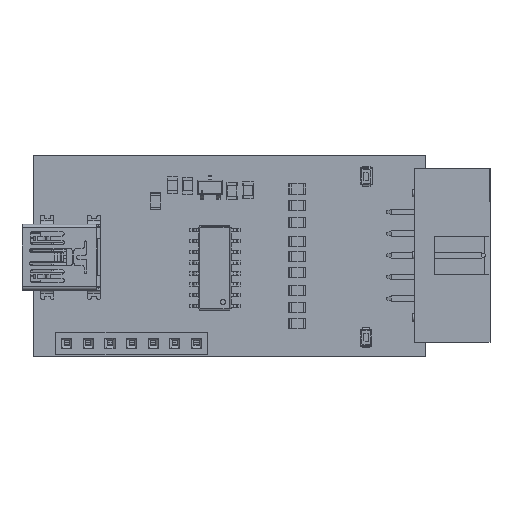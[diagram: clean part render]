
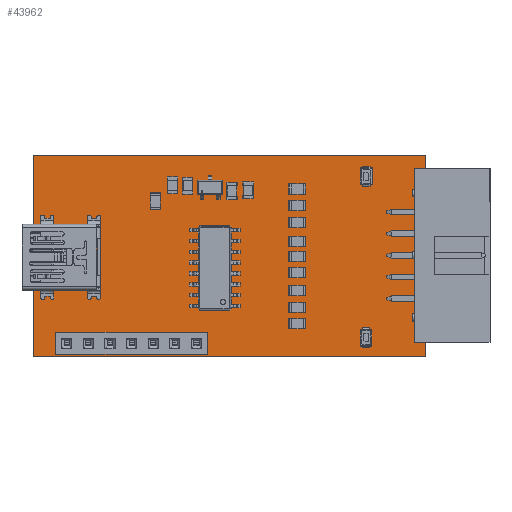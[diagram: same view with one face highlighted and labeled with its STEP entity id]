
A CAD part, top view. The second image highlights one B-rep face of the part: STEP entity #43962.
In plain terms, the highlighted planar face has unit normal (0, 0, 1).
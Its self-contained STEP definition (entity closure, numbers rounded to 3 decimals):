
#43751 = VERTEX_POINT('',#43752);
#43752 = CARTESIAN_POINT('',(23.,-11.75,1.51));
#43758 = EDGE_CURVE('',#43751,#43759,#43761,.T.);
#43759 = VERTEX_POINT('',#43760);
#43760 = CARTESIAN_POINT('',(-23.,-11.75,1.51));
#43761 = LINE('',#43762,#43763);
#43762 = CARTESIAN_POINT('',(23.,-11.75,1.51));
#43763 = VECTOR('',#43764,1.);
#43764 = DIRECTION('',(-1.,0.,0.));
#43791 = VERTEX_POINT('',#43792);
#43792 = CARTESIAN_POINT('',(23.,11.75,1.51));
#43798 = EDGE_CURVE('',#43791,#43751,#43799,.T.);
#43799 = LINE('',#43800,#43801);
#43800 = CARTESIAN_POINT('',(23.,11.75,1.51));
#43801 = VECTOR('',#43802,1.);
#43802 = DIRECTION('',(0.,-1.,0.));
#43820 = EDGE_CURVE('',#43759,#43821,#43823,.T.);
#43821 = VERTEX_POINT('',#43822);
#43822 = CARTESIAN_POINT('',(-23.,11.75,1.51));
#43823 = LINE('',#43824,#43825);
#43824 = CARTESIAN_POINT('',(-23.,-11.75,1.51));
#43825 = VECTOR('',#43826,1.);
#43826 = DIRECTION('',(0.,1.,0.));
#43962 = ADVANCED_FACE('',(#43963,#43974,#43985,#43996,#44007,#44018,
    #44029,#44040,#44051,#44062),#44073,.T.);
#43963 = FACE_BOUND('',#43964,.T.);
#43964 = EDGE_LOOP('',(#43965,#43966,#43967,#43973));
#43965 = ORIENTED_EDGE('',*,*,#43758,.F.);
#43966 = ORIENTED_EDGE('',*,*,#43798,.F.);
#43967 = ORIENTED_EDGE('',*,*,#43968,.F.);
#43968 = EDGE_CURVE('',#43821,#43791,#43969,.T.);
#43969 = LINE('',#43970,#43971);
#43970 = CARTESIAN_POINT('',(-23.,11.75,1.51));
#43971 = VECTOR('',#43972,1.);
#43972 = DIRECTION('',(1.,0.,0.));
#43973 = ORIENTED_EDGE('',*,*,#43820,.F.);
#43974 = FACE_BOUND('',#43975,.T.);
#43975 = EDGE_LOOP('',(#43976));
#43976 = ORIENTED_EDGE('',*,*,#43977,.T.);
#43977 = EDGE_CURVE('',#43978,#43978,#43980,.T.);
#43978 = VERTEX_POINT('',#43979);
#43979 = CARTESIAN_POINT('',(-19.084,-10.75,1.51));
#43980 = CIRCLE('',#43981,0.5);
#43981 = AXIS2_PLACEMENT_3D('',#43982,#43983,#43984);
#43982 = CARTESIAN_POINT('',(-19.084,-10.25,1.51));
#43983 = DIRECTION('',(-0.,0.,-1.));
#43984 = DIRECTION('',(-0.,-1.,0.));
#43985 = FACE_BOUND('',#43986,.T.);
#43986 = EDGE_LOOP('',(#43987));
#43987 = ORIENTED_EDGE('',*,*,#43988,.T.);
#43988 = EDGE_CURVE('',#43989,#43989,#43991,.T.);
#43989 = VERTEX_POINT('',#43990);
#43990 = CARTESIAN_POINT('',(-16.544,-10.75,1.51));
#43991 = CIRCLE('',#43992,0.5);
#43992 = AXIS2_PLACEMENT_3D('',#43993,#43994,#43995);
#43993 = CARTESIAN_POINT('',(-16.544,-10.25,1.51));
#43994 = DIRECTION('',(-0.,0.,-1.));
#43995 = DIRECTION('',(-0.,-1.,0.));
#43996 = FACE_BOUND('',#43997,.T.);
#43997 = EDGE_LOOP('',(#43998));
#43998 = ORIENTED_EDGE('',*,*,#43999,.T.);
#43999 = EDGE_CURVE('',#44000,#44000,#44002,.T.);
#44000 = VERTEX_POINT('',#44001);
#44001 = CARTESIAN_POINT('',(-14.004,-10.75,1.51));
#44002 = CIRCLE('',#44003,0.5);
#44003 = AXIS2_PLACEMENT_3D('',#44004,#44005,#44006);
#44004 = CARTESIAN_POINT('',(-14.004,-10.25,1.51));
#44005 = DIRECTION('',(-0.,0.,-1.));
#44006 = DIRECTION('',(-0.,-1.,0.));
#44007 = FACE_BOUND('',#44008,.T.);
#44008 = EDGE_LOOP('',(#44009));
#44009 = ORIENTED_EDGE('',*,*,#44010,.T.);
#44010 = EDGE_CURVE('',#44011,#44011,#44013,.T.);
#44011 = VERTEX_POINT('',#44012);
#44012 = CARTESIAN_POINT('',(-11.464,-10.75,1.51));
#44013 = CIRCLE('',#44014,0.5);
#44014 = AXIS2_PLACEMENT_3D('',#44015,#44016,#44017);
#44015 = CARTESIAN_POINT('',(-11.464,-10.25,1.51));
#44016 = DIRECTION('',(-0.,0.,-1.));
#44017 = DIRECTION('',(-0.,-1.,0.));
#44018 = FACE_BOUND('',#44019,.T.);
#44019 = EDGE_LOOP('',(#44020));
#44020 = ORIENTED_EDGE('',*,*,#44021,.T.);
#44021 = EDGE_CURVE('',#44022,#44022,#44024,.T.);
#44022 = VERTEX_POINT('',#44023);
#44023 = CARTESIAN_POINT('',(-8.924,-10.75,1.51));
#44024 = CIRCLE('',#44025,0.5);
#44025 = AXIS2_PLACEMENT_3D('',#44026,#44027,#44028);
#44026 = CARTESIAN_POINT('',(-8.924,-10.25,1.51));
#44027 = DIRECTION('',(-0.,0.,-1.));
#44028 = DIRECTION('',(-0.,-1.,0.));
#44029 = FACE_BOUND('',#44030,.T.);
#44030 = EDGE_LOOP('',(#44031));
#44031 = ORIENTED_EDGE('',*,*,#44032,.T.);
#44032 = EDGE_CURVE('',#44033,#44033,#44035,.T.);
#44033 = VERTEX_POINT('',#44034);
#44034 = CARTESIAN_POINT('',(-6.384,-10.75,1.51));
#44035 = CIRCLE('',#44036,0.5);
#44036 = AXIS2_PLACEMENT_3D('',#44037,#44038,#44039);
#44037 = CARTESIAN_POINT('',(-6.384,-10.25,1.51));
#44038 = DIRECTION('',(-0.,0.,-1.));
#44039 = DIRECTION('',(-0.,-1.,0.));
#44040 = FACE_BOUND('',#44041,.T.);
#44041 = EDGE_LOOP('',(#44042));
#44042 = ORIENTED_EDGE('',*,*,#44043,.T.);
#44043 = EDGE_CURVE('',#44044,#44044,#44046,.T.);
#44044 = VERTEX_POINT('',#44045);
#44045 = CARTESIAN_POINT('',(-3.844,-10.75,1.51));
#44046 = CIRCLE('',#44047,0.5);
#44047 = AXIS2_PLACEMENT_3D('',#44048,#44049,#44050);
#44048 = CARTESIAN_POINT('',(-3.844,-10.25,1.51));
#44049 = DIRECTION('',(-0.,0.,-1.));
#44050 = DIRECTION('',(0.,-1.,-0.));
#44051 = FACE_BOUND('',#44052,.T.);
#44052 = EDGE_LOOP('',(#44053));
#44053 = ORIENTED_EDGE('',*,*,#44054,.T.);
#44054 = EDGE_CURVE('',#44055,#44055,#44057,.T.);
#44055 = VERTEX_POINT('',#44056);
#44056 = CARTESIAN_POINT('',(-18.523,-2.848,1.51));
#44057 = CIRCLE('',#44058,0.5);
#44058 = AXIS2_PLACEMENT_3D('',#44059,#44060,#44061);
#44059 = CARTESIAN_POINT('',(-18.523,-2.348,1.51));
#44060 = DIRECTION('',(-0.,0.,-1.));
#44061 = DIRECTION('',(-0.,-1.,0.));
#44062 = FACE_BOUND('',#44063,.T.);
#44063 = EDGE_LOOP('',(#44064));
#44064 = ORIENTED_EDGE('',*,*,#44065,.T.);
#44065 = EDGE_CURVE('',#44066,#44066,#44068,.T.);
#44066 = VERTEX_POINT('',#44067);
#44067 = CARTESIAN_POINT('',(-18.523,1.552,1.51));
#44068 = CIRCLE('',#44069,0.5);
#44069 = AXIS2_PLACEMENT_3D('',#44070,#44071,#44072);
#44070 = CARTESIAN_POINT('',(-18.523,2.052,1.51));
#44071 = DIRECTION('',(-0.,0.,-1.));
#44072 = DIRECTION('',(-0.,-1.,0.));
#44073 = PLANE('',#44074);
#44074 = AXIS2_PLACEMENT_3D('',#44075,#44076,#44077);
#44075 = CARTESIAN_POINT('',(0.,0.,1.51));
#44076 = DIRECTION('',(0.,0.,1.));
#44077 = DIRECTION('',(1.,0.,-0.));
